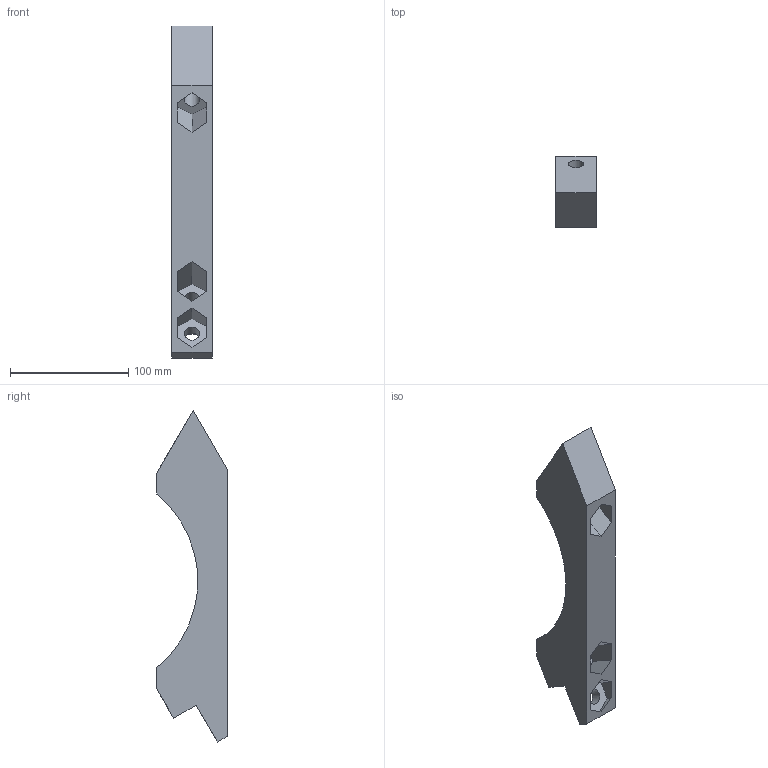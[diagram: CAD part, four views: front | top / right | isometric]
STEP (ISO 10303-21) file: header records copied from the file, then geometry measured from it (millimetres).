
FILE_DESCRIPTION(/* description */ (''),/* implementation_level */ '2;1');
FILE_NAME(/* name */ '20230222_mirror_holder_right.stp',/* time_stamp */ '2023-02-22T11:51:31+01:00',/* author */ ('Jens'),/* organization */ (''),/* preprocessor_version */ 'ST-DEVELOPER v19',/* originating_system */ 'Autodesk Inventor 2023',/* authorisation */ '');
FILE_SCHEMA (('AUTOMOTIVE_DESIGN { 1 0 10303 214 3 1 1 }'));
Length unit declared in the file: millimetre
Products named in the file (1): mirror_holder_side_right
Bounding box: 34 x 60 x 281.25 mm (x, y, z)
Volume: 280065.5 mm3; surface area: 52933.1 mm2
Topology: 1 solids, 1 shells, 40 faces, 105 edges, 70 vertices
Faces by surface type: plane 34, cylinder 6
Full cylindrical faces by diameter (mm): 13 x3
Entity records: 1276 total; most frequent: CARTESIAN_POINT 216, ORIENTED_EDGE 210, DIRECTION 199, EDGE_CURVE 105, LINE 93, VECTOR 93, VERTEX_POINT 70, AXIS2_PLACEMENT_3D 53
